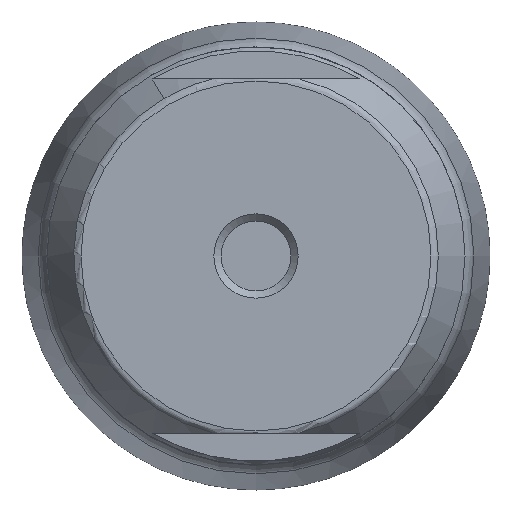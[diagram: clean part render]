
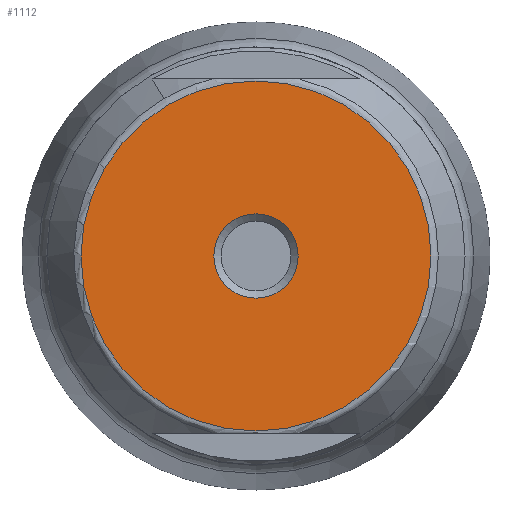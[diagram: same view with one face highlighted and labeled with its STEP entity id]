
A CAD part, front view. The second image highlights one B-rep face of the part: STEP entity #1112.
In plain terms, the highlighted planar face has unit normal (0, -1, 0).
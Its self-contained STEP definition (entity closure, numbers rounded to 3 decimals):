
#98=PLANE('',#1304);
#366=ORIENTED_EDGE('',*,*,#534,.F.);
#367=ORIENTED_EDGE('',*,*,#519,.T.);
#519=EDGE_CURVE('',#629,#629,#712,.T.);
#534=EDGE_CURVE('',#645,#645,#727,.T.);
#629=VERTEX_POINT('',#1935);
#645=VERTEX_POINT('',#1982);
#712=CIRCLE('',#1274,10.379);
#727=CIRCLE('',#1305,2.5);
#844=EDGE_LOOP('',(#366));
#845=EDGE_LOOP('',(#367));
#991=FACE_BOUND('',#844,.T.);
#992=FACE_BOUND('',#845,.T.);
#1112=ADVANCED_FACE('',(#991,#992),#98,.F.);
#1274=AXIS2_PLACEMENT_3D('',#1934,#1545,#1546);
#1304=AXIS2_PLACEMENT_3D('',#1980,#1605,#1606);
#1305=AXIS2_PLACEMENT_3D('',#1981,#1607,#1608);
#1545=DIRECTION('',(0.,-1.,0.));
#1546=DIRECTION('',(0.,0.,-1.));
#1605=DIRECTION('',(0.,1.,0.));
#1606=DIRECTION('',(0.,0.,1.));
#1607=DIRECTION('',(0.,-1.,0.));
#1608=DIRECTION('',(0.,0.,-1.));
#1934=CARTESIAN_POINT('',(0.,-38.5,0.));
#1935=CARTESIAN_POINT('',(0.,-38.5,-10.379));
#1980=CARTESIAN_POINT('',(10.379,-38.5,0.));
#1981=CARTESIAN_POINT('',(0.,-38.5,0.));
#1982=CARTESIAN_POINT('',(0.,-38.5,-2.5));
